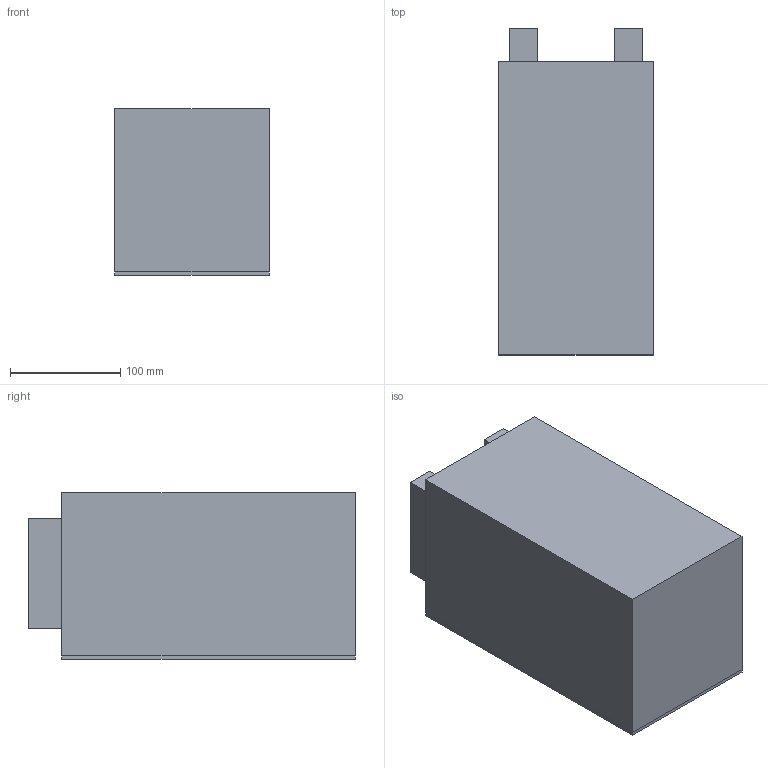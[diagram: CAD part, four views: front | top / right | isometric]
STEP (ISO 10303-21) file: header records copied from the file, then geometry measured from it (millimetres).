
FILE_DESCRIPTION(/* description */ (''),/* implementation_level */ '2;1');
FILE_NAME(/* name */ 'Battery pack duct cooling patch and seperate bodies.step',/* time_stamp */ '2025-12-07T16:52:19+05:30',/* author */ (''),/* organization */ (''),/* preprocessor_version */ 'ST-DEVELOPER v20.1',/* originating_system */ 'Autodesk Translation Framework v14.21.0.0',/* authorisation */ '');
FILE_SCHEMA (('AUTOMOTIVE_DESIGN { 1 0 10303 214 3 1 1 }'));
Length unit declared in the file: millimetre
Products named in the file (1): Battery pack duct cooling patch and seperate bodies
Bounding box: 140 x 296.04 x 151 mm (x, y, z)
Volume: 2884805.8 mm3; surface area: 975683.6 mm2
Topology: 20 solids, 26 shells, 201 faces, 438 edges, 292 vertices
Faces by surface type: plane 185, cylinder 16
Entity records: 5414 total; most frequent: CARTESIAN_POINT 932, ORIENTED_EDGE 876, DIRECTION 874, EDGE_CURVE 438, LINE 406, VECTOR 406, VERTEX_POINT 292, AXIS2_PLACEMENT_3D 234
